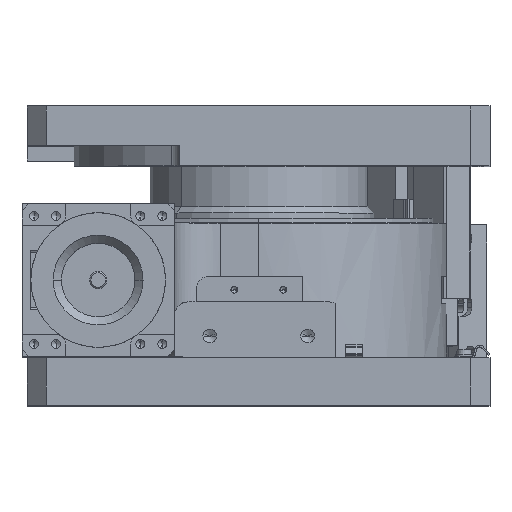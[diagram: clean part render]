
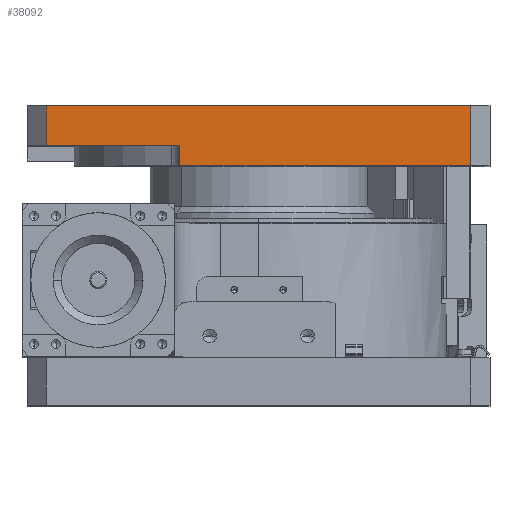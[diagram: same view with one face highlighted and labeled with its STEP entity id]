
A CAD part, top view. The second image highlights one B-rep face of the part: STEP entity #38092.
In plain terms, the highlighted planar face has unit normal (0, 0, 1).
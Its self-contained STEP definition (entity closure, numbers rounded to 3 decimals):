
#32020=DIRECTION('',(-1.,0.,0.));
#32021=VECTOR('',#32020,107.);
#32022=CARTESIAN_POINT('',(78.,88.,85.));
#32023=LINE('',#32022,#32021);
#32188=DIRECTION('',(-1.,0.,0.));
#32189=VECTOR('',#32188,156.);
#32190=CARTESIAN_POINT('',(78.,110.,85.));
#32191=LINE('',#32190,#32189);
#32557=DIRECTION('',(0.,-1.,0.));
#32558=VECTOR('',#32557,14.5);
#32559=CARTESIAN_POINT('',(-78.,110.,85.));
#32560=LINE('',#32559,#32558);
#32603=DIRECTION('',(1.,0.,0.));
#32604=VECTOR('',#32603,49.);
#32605=CARTESIAN_POINT('',(-78.,95.5,85.));
#32606=LINE('',#32605,#32604);
#32607=DIRECTION('',(0.,-1.,0.));
#32608=VECTOR('',#32607,22.);
#32609=CARTESIAN_POINT('',(78.,110.,85.));
#32610=LINE('',#32609,#32608);
#32611=DIRECTION('',(0.,1.,0.));
#32612=VECTOR('',#32611,7.5);
#32613=CARTESIAN_POINT('',(-29.,88.,85.));
#32614=LINE('',#32613,#32612);
#36170=CARTESIAN_POINT('',(78.,110.,85.));
#36171=VERTEX_POINT('',#36170);
#36172=CARTESIAN_POINT('',(-78.,110.,85.));
#36173=VERTEX_POINT('',#36172);
#36182=CARTESIAN_POINT('',(78.,88.,85.));
#36183=VERTEX_POINT('',#36182);
#36462=CARTESIAN_POINT('',(-29.,88.,85.));
#36464=VERTEX_POINT('',#36462);
#36468=CARTESIAN_POINT('',(-78.,95.5,85.));
#36469=CARTESIAN_POINT('',(-29.,95.5,85.));
#36470=VERTEX_POINT('',#36468);
#36471=VERTEX_POINT('',#36469);
#38077=CARTESIAN_POINT('',(78.,110.,85.));
#38078=DIRECTION('',(0.,0.,1.));
#38079=DIRECTION('',(-1.,0.,0.));
#38080=AXIS2_PLACEMENT_3D('',#38077,#38078,#38079);
#38081=PLANE('',#38080);
#38082=ORIENTED_EDGE('',*,*,#38050,.F.);
#38083=ORIENTED_EDGE('',*,*,#38040,.F.);
#38084=ORIENTED_EDGE('',*,*,#37762,.F.);
#38086=ORIENTED_EDGE('',*,*,#38085,.T.);
#38087=ORIENTED_EDGE('',*,*,#37620,.T.);
#38089=ORIENTED_EDGE('',*,*,#38088,.T.);
#38090=EDGE_LOOP('',(#38082,#38083,#38084,#38086,#38087,#38089));
#38091=FACE_OUTER_BOUND('',#38090,.F.);
#38092=ADVANCED_FACE('',(#38091),#38081,.T.);
#37620=EDGE_CURVE('',#36183,#36464,#32023,.T.);
#37762=EDGE_CURVE('',#36171,#36173,#32191,.T.);
#38040=EDGE_CURVE('',#36173,#36470,#32560,.T.);
#38050=EDGE_CURVE('',#36470,#36471,#32606,.T.);
#38085=EDGE_CURVE('',#36171,#36183,#32610,.T.);
#38088=EDGE_CURVE('',#36464,#36471,#32614,.T.);
